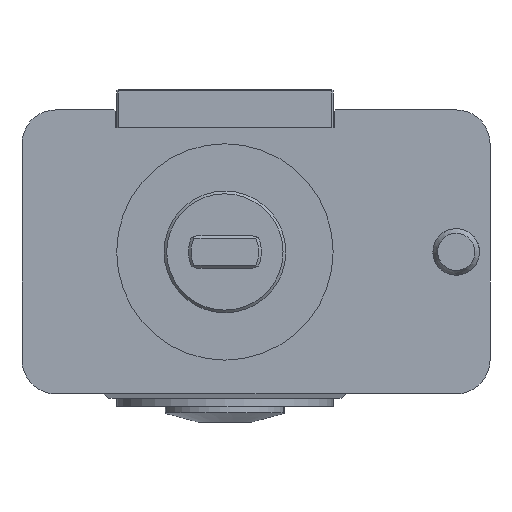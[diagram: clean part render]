
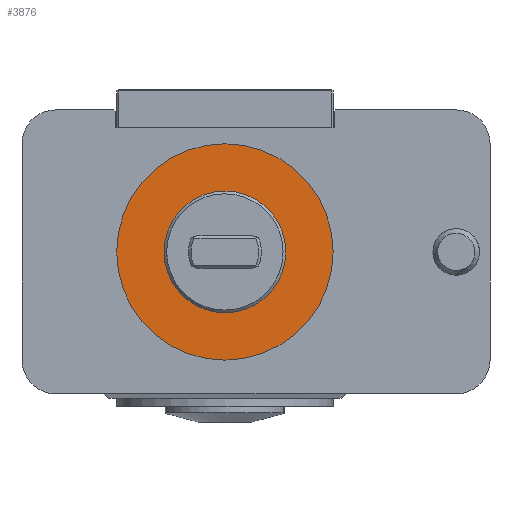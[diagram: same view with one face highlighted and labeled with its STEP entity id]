
A CAD part, front view. The second image highlights one B-rep face of the part: STEP entity #3876.
In plain terms, the highlighted planar face has unit normal (0, -1, 0).
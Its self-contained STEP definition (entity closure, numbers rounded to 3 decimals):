
#556 = CARTESIAN_POINT ( 'NONE',  ( -40., -27., 0. ) ) ;
#1802 = EDGE_LOOP ( 'NONE', ( #22384 ) ) ;
#3876 = ADVANCED_FACE ( 'Defeature completata1_236', ( #11450, #6990 ), #20204, .T. ) ;
#6380 = DIRECTION ( 'NONE',  ( 1., 0., 0. ) ) ;
#6990 = FACE_OUTER_BOUND ( 'NONE', #11827, .T. ) ;
#7447 = AXIS2_PLACEMENT_3D ( 'NONE', #556, #9298, #6380 ) ;
#7532 = CIRCLE ( 'NONE', #9843, 22.5 ) ;
#8378 = DIRECTION ( 'NONE',  ( -1., 0., 0. ) ) ;
#8817 = CARTESIAN_POINT ( 'NONE',  ( 0., -27., 0. ) ) ;
#9298 = DIRECTION ( 'NONE',  ( 0., -1., 0. ) ) ;
#9843 = AXIS2_PLACEMENT_3D ( 'NONE', #8817, #15127, #8378 ) ;
#10535 = EDGE_CURVE ( 'NONE', #26686, #26686, #17015, .T. ) ;
#11450 = FACE_BOUND ( 'NONE', #1802, .T. ) ;
#11827 = EDGE_LOOP ( 'NONE', ( #26126 ) ) ;
#14057 = EDGE_CURVE ( 'NONE', #24271, #24271, #7532, .T. ) ;
#15127 = DIRECTION ( 'NONE',  ( 0., 1., 0. ) ) ;
#16099 = AXIS2_PLACEMENT_3D ( 'NONE', #16707, #23025, #27015 ) ;
#16707 = CARTESIAN_POINT ( 'NONE',  ( 0., -27., 0. ) ) ;
#17015 = CIRCLE ( 'NONE', #16099, 40. ) ;
#17817 = CARTESIAN_POINT ( 'NONE',  ( -22.5, -27., 0. ) ) ;
#18235 = CARTESIAN_POINT ( 'NONE',  ( -40., -27., 0. ) ) ;
#20204 = PLANE ( 'NONE',  #7447 ) ;
#22384 = ORIENTED_EDGE ( 'NONE', *, *, #14057, .T. ) ;
#23025 = DIRECTION ( 'NONE',  ( 0., 1., 0. ) ) ;
#24271 = VERTEX_POINT ( 'NONE', #17817 ) ;
#26126 = ORIENTED_EDGE ( 'NONE', *, *, #10535, .F. ) ;
#26686 = VERTEX_POINT ( 'NONE', #18235 ) ;
#27015 = DIRECTION ( 'NONE',  ( -1., 0., 0. ) ) ;
